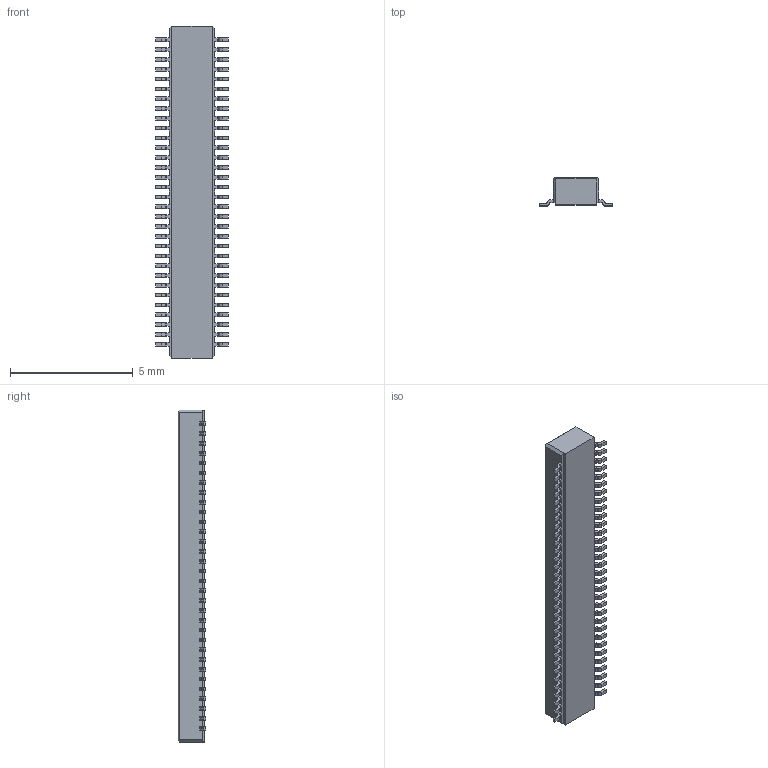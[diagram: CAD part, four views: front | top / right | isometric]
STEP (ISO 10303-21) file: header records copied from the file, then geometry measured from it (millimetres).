
FILE_DESCRIPTION(('OneSpaceDesigner STEP Export'),'2;1');
FILE_NAME('DF40C-60DP.stp','2007-09-20T10:13:35',(''),(''),'OneSpace Designer STEP processor for AP214 (Solid Model)','OneSpace Modeling 15.00A 14-Mar-2007 (C) CoCreate Software GmbH','');
FILE_SCHEMA(('AUTOMOTIVE_DESIGN { 1 0 10303 214 1 1 1 1 }'));
Length unit declared in the file: millimetre
Products named in the file (1): DF40C-40DP-0.4V.1
Bounding box: 2.97 x 1.14 x 13.52 mm (x, y, z)
Volume: 15.7 mm3; surface area: 124.4 mm2
Topology: 1 solids, 1 shells, 851 faces, 2518 edges, 1672 vertices
Faces by surface type: plane 557, cylinder 278, torus 12, cone 4
Entity records: 28322 total; most frequent: CARTESIAN_POINT 5096, ORIENTED_EDGE 5036, DIRECTION 4760, EDGE_CURVE 2518, VECTOR 1880, LINE 1880, VERTEX_POINT 1672, AXIS2_PLACEMENT_3D 1440
